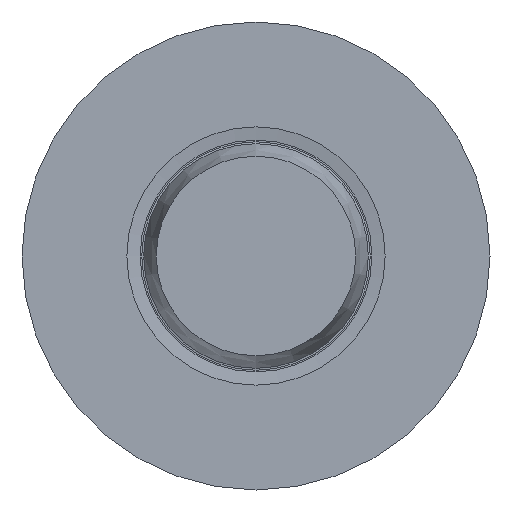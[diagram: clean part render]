
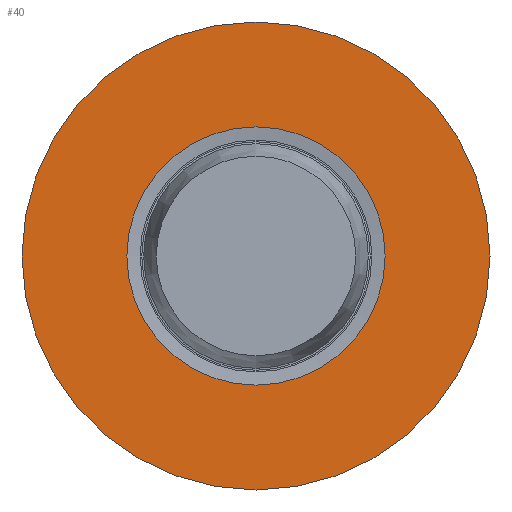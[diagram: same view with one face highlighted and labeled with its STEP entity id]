
A CAD part, front view. The second image highlights one B-rep face of the part: STEP entity #40.
In plain terms, the highlighted planar face has unit normal (0, -1, 0).
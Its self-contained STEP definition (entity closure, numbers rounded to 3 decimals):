
#40 = ADVANCED_FACE( '', ( #85, #86 ), #87, .F. );
#85 = FACE_BOUND( '', #138, .T. );
#86 = FACE_OUTER_BOUND( '', #139, .T. );
#87 = PLANE( '', #140 );
#138 = EDGE_LOOP( '', ( #189 ) );
#139 = EDGE_LOOP( '', ( #190 ) );
#140 = AXIS2_PLACEMENT_3D( '', #191, #192, #193 );
#189 = ORIENTED_EDGE( '', *, *, #253, .F. );
#190 = ORIENTED_EDGE( '', *, *, #254, .T. );
#191 = CARTESIAN_POINT( '', ( 12.5, 0., 0. ) );
#192 = DIRECTION( '', ( 0., 1., 0. ) );
#193 = DIRECTION( '', ( 0., 0., 1. ) );
#253 = EDGE_CURVE( '', #280, #280, #281, .T. );
#254 = EDGE_CURVE( '', #282, #282, #283, .T. );
#280 = VERTEX_POINT( '', #314 );
#281 = CIRCLE( '', #315, 6.9 );
#282 = VERTEX_POINT( '', #316 );
#283 = CIRCLE( '', #317, 12.5 );
#314 = CARTESIAN_POINT( '', ( 0., 0., -6.9 ) );
#315 = AXIS2_PLACEMENT_3D( '', #349, #350, #351 );
#316 = CARTESIAN_POINT( '', ( 0., 0., -12.5 ) );
#317 = AXIS2_PLACEMENT_3D( '', #352, #353, #354 );
#349 = CARTESIAN_POINT( '', ( 0., 0., 0. ) );
#350 = DIRECTION( '', ( 0., -1., 0. ) );
#351 = DIRECTION( '', ( 0., 0., -1. ) );
#352 = CARTESIAN_POINT( '', ( 0., 0., 0. ) );
#353 = DIRECTION( '', ( 0., -1., 0. ) );
#354 = DIRECTION( '', ( 0., 0., -1. ) );
